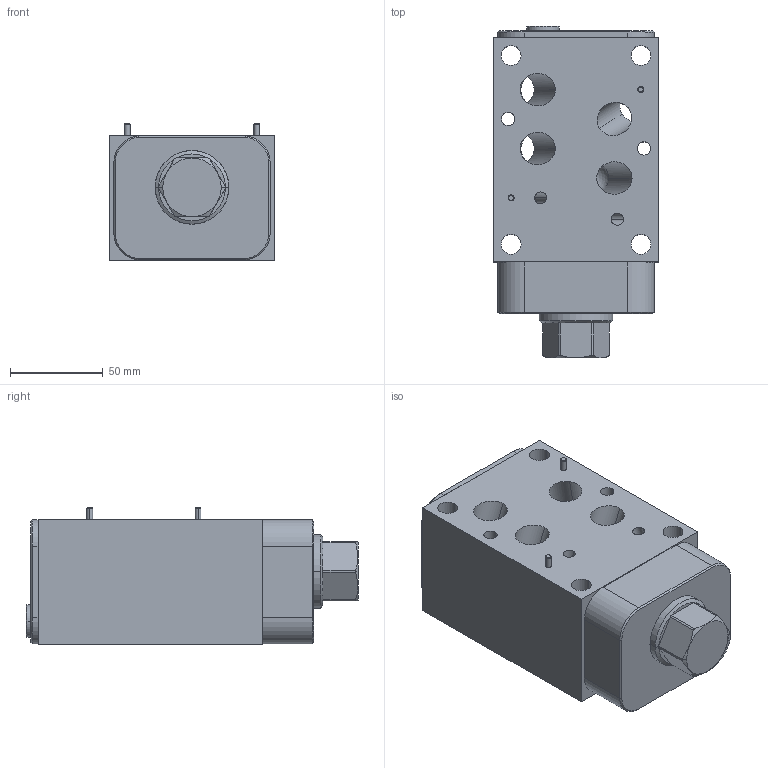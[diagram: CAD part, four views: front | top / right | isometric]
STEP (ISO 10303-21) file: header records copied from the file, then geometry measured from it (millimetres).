
FILE_DESCRIPTION((''),'2;1');
FILE_NAME('BK7_ASM','2021-12-22T',('ProEService'),(''),'PRO/ENGINEER BY PARAMETRIC TECHNOLOGY CORPORATION, 2014200','PRO/ENGINEER BY PARAMETRIC TECHNOLOGY CORPORATION, 2014200','');
FILE_SCHEMA(('CONFIG_CONTROL_DESIGN'));
Length unit declared in the file: inch
Products named in the file (8): 151-143; A330-006-006; CXGDXAN; 811-001-006; 500-001-111; 500-001-118; 700-006; BK7_ASM
Assembly tree (8 placements, depth 2):
  BK7_ASM
    151-143
    A330-006-006
    CXGDXAN
    811-001-006  x2
    500-001-111
    500-001-118
    700-006
Bounding box: 88.9 x 178.74 x 74.02 mm (x, y, z)
Volume: 714994.8 mm3; surface area: 121973 mm2
Topology: 7 solids, 8 shells, 445 faces, 1340 edges, 1064 vertices
Faces by surface type: cylinder 177, plane 120, cone 95, torus 27, sphere 18, revolution 8
Entity records: 18006 total; most frequent: CARTESIAN_POINT 6469, DIRECTION 2427, ORIENTED_EDGE 2082, EDGE_CURVE 1041, AXIS2_PLACEMENT_3D 886, VERTEX_POINT 650, VECTOR 647, LINE 647
